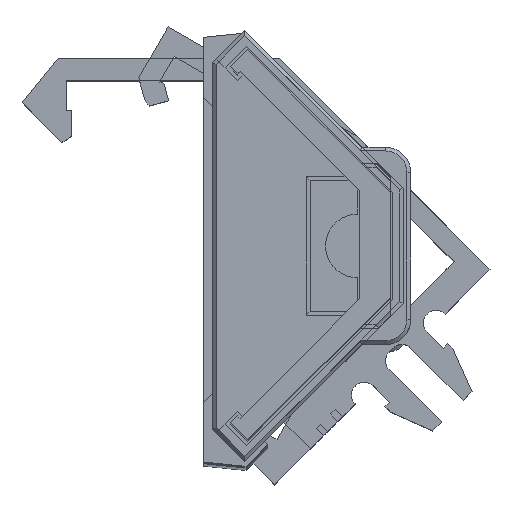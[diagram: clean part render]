
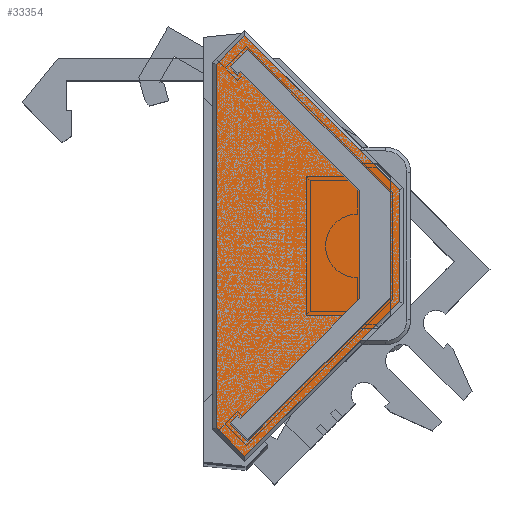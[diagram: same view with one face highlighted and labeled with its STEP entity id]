
A CAD part, top view. The second image highlights one B-rep face of the part: STEP entity #33354.
In plain terms, the highlighted planar face has unit normal (0, 0, 1).
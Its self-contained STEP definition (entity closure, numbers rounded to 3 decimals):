
#2287=PLANE('',#35214);
#3520=FACE_OUTER_BOUND('',#5301,.T.);
#5301=EDGE_LOOP('',(#24321,#24322,#24323,#24324,#24325,#24326));
#7536=LINE('',#49762,#11244);
#7540=LINE('',#49770,#11248);
#7543=LINE('',#49776,#11251);
#7546=LINE('',#49782,#11254);
#7550=LINE('',#49790,#11258);
#7553=LINE('',#49794,#11261);
#11244=VECTOR('',#39286,10.);
#11248=VECTOR('',#39292,10.);
#11251=VECTOR('',#39297,10.);
#11254=VECTOR('',#39302,10.);
#11258=VECTOR('',#39308,10.);
#11261=VECTOR('',#39313,10.);
#14823=VERTEX_POINT('',#49760);
#14824=VERTEX_POINT('',#49761);
#14827=VERTEX_POINT('',#49769);
#14829=VERTEX_POINT('',#49775);
#14831=VERTEX_POINT('',#49781);
#14834=VERTEX_POINT('',#49789);
#18410=EDGE_CURVE('',#14823,#14824,#7536,.T.);
#18414=EDGE_CURVE('',#14824,#14827,#7540,.T.);
#18417=EDGE_CURVE('',#14827,#14829,#7543,.T.);
#18420=EDGE_CURVE('',#14829,#14831,#7546,.T.);
#18424=EDGE_CURVE('',#14831,#14834,#7550,.T.);
#18427=EDGE_CURVE('',#14834,#14823,#7553,.T.);
#24321=ORIENTED_EDGE('',*,*,#18410,.F.);
#24322=ORIENTED_EDGE('',*,*,#18427,.F.);
#24323=ORIENTED_EDGE('',*,*,#18424,.F.);
#24324=ORIENTED_EDGE('',*,*,#18420,.F.);
#24325=ORIENTED_EDGE('',*,*,#18417,.F.);
#24326=ORIENTED_EDGE('',*,*,#18414,.F.);
#33354=ADVANCED_FACE('',(#3520),#2287,.T.);
#35214=AXIS2_PLACEMENT_3D('',#49809,#39327,#39328);
#39286=DIRECTION('',(0.,1.,0.));
#39292=DIRECTION('',(0.707,0.707,0.));
#39297=DIRECTION('',(0.707,-0.707,0.));
#39302=DIRECTION('',(0.,-1.,0.));
#39308=DIRECTION('',(-0.707,-0.707,0.));
#39313=DIRECTION('',(-0.707,0.707,0.));
#39327=DIRECTION('center_axis',(0.,0.,1.));
#39328=DIRECTION('ref_axis',(1.,0.,0.));
#49760=CARTESIAN_POINT('',(-13.707,-14.298,353.6));
#49761=CARTESIAN_POINT('',(-13.707,14.298,353.6));
#49762=CARTESIAN_POINT('',(-13.707,7.211,353.6));
#49769=CARTESIAN_POINT('',(-11.451,16.554,353.6));
#49770=CARTESIAN_POINT('',(-14.246,13.758,353.6));
#49775=CARTESIAN_POINT('',(0.7,4.403,353.6));
#49776=CARTESIAN_POINT('',(0.044,5.059,353.6));
#49781=CARTESIAN_POINT('',(0.7,-4.403,353.6));
#49782=CARTESIAN_POINT('',(0.7,-2.263,353.6));
#49789=CARTESIAN_POINT('',(-11.451,-16.554,353.6));
#49790=CARTESIAN_POINT('',(-6.182,-11.284,353.6));
#49794=CARTESIAN_POINT('',(-15.524,-12.48,353.6));
#49809=CARTESIAN_POINT('Origin',(-6.503,0.,353.6));
